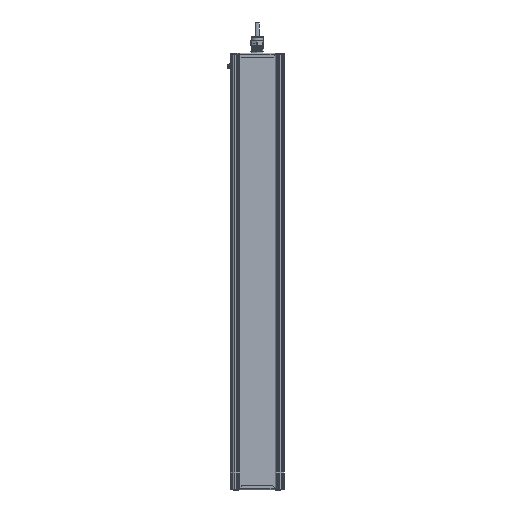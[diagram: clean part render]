
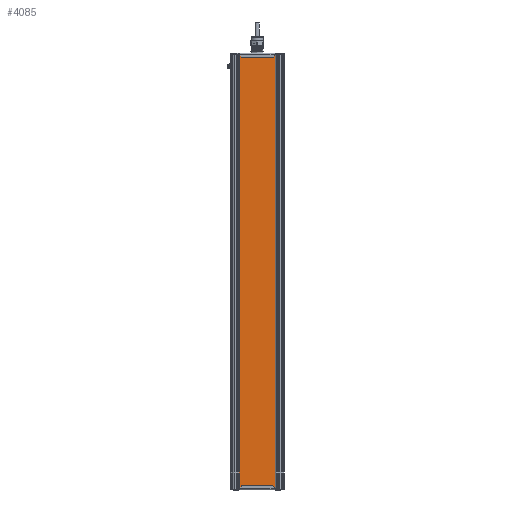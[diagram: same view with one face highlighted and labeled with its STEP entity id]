
A CAD part, front view. The second image highlights one B-rep face of the part: STEP entity #4085.
In plain terms, the highlighted face is planar.
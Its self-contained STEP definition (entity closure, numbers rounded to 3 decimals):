
#4085=ADVANCED_FACE('',(#28781),#28783,.T.);
#28781=FACE_BOUND('',#28782,.T.);
#28782=EDGE_LOOP('',(#37404,#37405,#37406,#37407));
#28783=PLANE('',#28784);
#28784=AXIS2_PLACEMENT_3D('',#28785,#28786,#28787);
#28785=CARTESIAN_POINT('',(4.499,-43.173,-898.));
#28786=DIRECTION('',(1.,0.,0.));
#28787=DIRECTION('',(0.,1.,0.));
#37404=ORIENTED_EDGE('',*,*,#42427,.T.);
#37405=ORIENTED_EDGE('',*,*,#42428,.T.);
#37406=ORIENTED_EDGE('',*,*,#42429,.F.);
#37407=ORIENTED_EDGE('',*,*,#42425,.F.);
#42425=EDGE_CURVE('',#46990,#46992,#46993,.T.);
#42427=EDGE_CURVE('',#46990,#46995,#46996,.T.);
#42428=EDGE_CURVE('',#46995,#46997,#46998,.T.);
#42429=EDGE_CURVE('',#46992,#46997,#46999,.T.);
#46990=VERTEX_POINT('',#60865);
#46992=VERTEX_POINT('',#60869);
#46993=LINE('',#60870,#60871);
#46995=VERTEX_POINT('',#60876);
#46996=LINE('',#60877,#60878);
#46997=VERTEX_POINT('',#60880);
#46998=LINE('',#60881,#60882);
#46999=LINE('',#60884,#60885);
#60865=CARTESIAN_POINT('',(4.499,-43.173,-898.));
#60869=CARTESIAN_POINT('',(4.499,-43.173,0.));
#60870=CARTESIAN_POINT('',(4.499,-43.173,-898.));
#60871=VECTOR('',#60872,1.);
#60872=DIRECTION('',(0.,0.,1.));
#60876=CARTESIAN_POINT('',(4.499,43.173,-898.));
#60877=CARTESIAN_POINT('',(4.499,-43.173,-898.));
#60878=VECTOR('',#60879,1.);
#60879=DIRECTION('',(0.,1.,0.));
#60880=CARTESIAN_POINT('',(4.499,43.173,0.));
#60881=CARTESIAN_POINT('',(4.499,43.173,-898.));
#60882=VECTOR('',#60883,1.);
#60883=DIRECTION('',(0.,0.,1.));
#60884=CARTESIAN_POINT('',(4.499,-43.173,0.));
#60885=VECTOR('',#60886,1.);
#60886=DIRECTION('',(0.,1.,0.));
